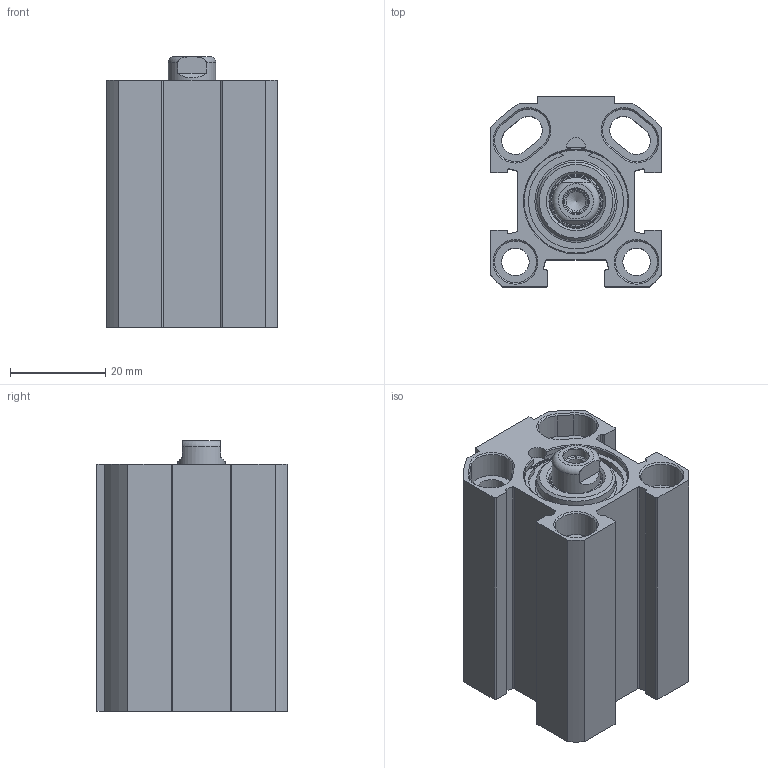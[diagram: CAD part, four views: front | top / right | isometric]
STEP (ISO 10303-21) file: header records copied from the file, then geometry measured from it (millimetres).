
FILE_DESCRIPTION((''),'2;1');
FILE_NAME('FSR020.025.GS.F.stp','2014-06-18T13:59:58',('carlo.corazza'),(''),'Autodesk Inventor 2012','Autodesk Inventor 2012','');
FILE_SCHEMA(('AUTOMOTIVE_DESIGN { 1 0 10303 214 1 1 1 1 }'));
Length unit declared in the file: millimetre
Products named in the file (5): FSR020..GS.F; CORPO-025; STELO-025; TA; TP
Assembly tree (4 placements, depth 2):
  FSR020..GS.F
    CORPO-025
    STELO-025
    TA
    TP
Bounding box: 36 x 40 x 57 mm (x, y, z)
Volume: 38027.7 mm3; surface area: 23719.3 mm2
Topology: 6 solids, 6 shells, 214 faces, 514 edges, 330 vertices
Faces by surface type: plane 96, cylinder 75, cone 33, torus 10
Full cylindrical faces by diameter (mm): 1.6 x2, 4.134 x4, 5.25 x1, 5.8 x2, 8.8 x4, 10 x1, 10.48 x1, 11.4 x1, 13.84 x1, 14 x1, 16.5 x1, 17.6 x1, 20 x1, 21.6 x4, 22.8 x2
Entity records: 6368 total; most frequent: CARTESIAN_POINT 1151, DIRECTION 1068, ORIENTED_EDGE 876, EDGE_CURVE 438, AXIS2_PLACEMENT_3D 421, VERTEX_POINT 312, EDGE_LOOP 306, VECTOR 226
